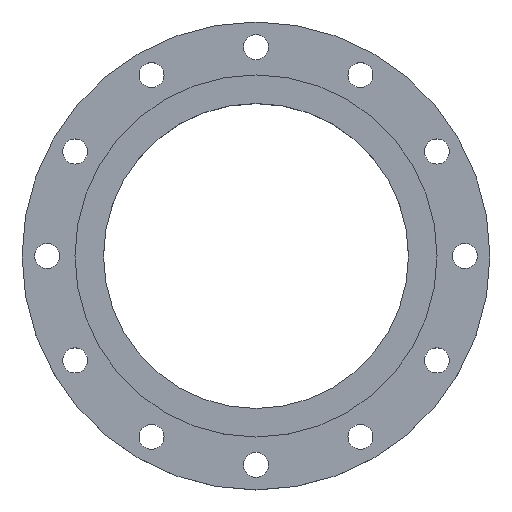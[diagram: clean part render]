
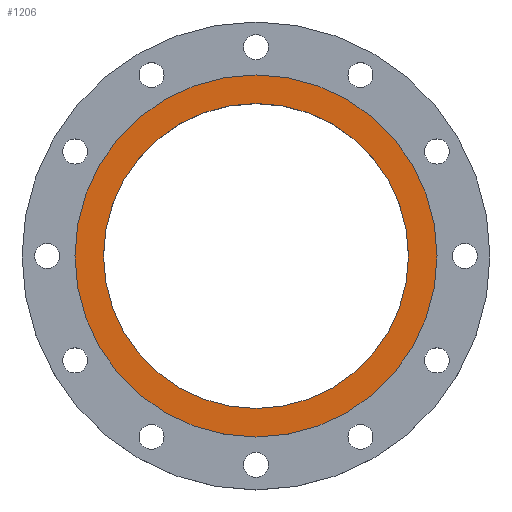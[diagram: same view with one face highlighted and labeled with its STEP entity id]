
A CAD part, top view. The second image highlights one B-rep face of the part: STEP entity #1206.
In plain terms, the highlighted planar face has unit normal (0, 0, 1).
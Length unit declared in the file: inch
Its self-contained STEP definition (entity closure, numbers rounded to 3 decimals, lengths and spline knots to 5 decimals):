
#22 = DIRECTION ( 'NONE',  ( 0., 0., 1. ) ) ;
#24 = FACE_OUTER_BOUND ( 'NONE', #205, .T. ) ;
#28 = DIRECTION ( 'NONE',  ( -1., 0., 0. ) ) ;
#142 = ORIENTED_EDGE ( 'NONE', *, *, #1239, .F. ) ;
#163 = DIRECTION ( 'NONE',  ( 1., 0., 0. ) ) ;
#202 = EDGE_CURVE ( 'NONE', #764, #1150, #462, .T. ) ;
#205 = EDGE_LOOP ( 'NONE', ( #658, #847 ) ) ;
#231 = EDGE_LOOP ( 'NONE', ( #421, #142 ) ) ;
#236 = CARTESIAN_POINT ( 'NONE',  ( 0., 0., 0. ) ) ;
#271 = CARTESIAN_POINT ( 'NONE',  ( 6.84375, 0., 0. ) ) ;
#293 = EDGE_CURVE ( 'NONE', #672, #1146, #360, .T. ) ;
#360 = CIRCLE ( 'NONE', #1180, 6.84375 ) ;
#372 = DIRECTION ( 'NONE',  ( 1., 0., 0. ) ) ;
#421 = ORIENTED_EDGE ( 'NONE', *, *, #293, .F. ) ;
#460 = CARTESIAN_POINT ( 'NONE',  ( 0., 6.84375, 0. ) ) ;
#462 = CIRCLE ( 'NONE', #1387, 8.125 ) ;
#498 = DIRECTION ( 'NONE',  ( 0., 0., 1. ) ) ;
#613 = DIRECTION ( 'NONE',  ( 0., 0., -1. ) ) ;
#658 = ORIENTED_EDGE ( 'NONE', *, *, #898, .T. ) ;
#672 = VERTEX_POINT ( 'NONE', #271 ) ;
#699 = DIRECTION ( 'NONE',  ( 1., 0., 0. ) ) ;
#701 = CARTESIAN_POINT ( 'NONE',  ( 0., 0., 0. ) ) ;
#764 = VERTEX_POINT ( 'NONE', #1402 ) ;
#767 = CARTESIAN_POINT ( 'NONE',  ( 0., 0., 0. ) ) ;
#807 = DIRECTION ( 'NONE',  ( 0., 0., 1. ) ) ;
#847 = ORIENTED_EDGE ( 'NONE', *, *, #202, .T. ) ;
#898 = EDGE_CURVE ( 'NONE', #1150, #764, #1431, .T. ) ;
#919 = CIRCLE ( 'NONE', #1183, 6.84375 ) ;
#941 = AXIS2_PLACEMENT_3D ( 'NONE', #767, #1122, #1189 ) ;
#952 = CARTESIAN_POINT ( 'NONE',  ( -6.84375, 0., 0. ) ) ;
#1035 = FACE_BOUND ( 'NONE', #231, .T. ) ;
#1063 = CARTESIAN_POINT ( 'NONE',  ( 0., 0., 0. ) ) ;
#1122 = DIRECTION ( 'NONE',  ( 0., 0., 1. ) ) ;
#1146 = VERTEX_POINT ( 'NONE', #952 ) ;
#1150 = VERTEX_POINT ( 'NONE', #1151 ) ;
#1151 = CARTESIAN_POINT ( 'NONE',  ( 8.125, 0., 0. ) ) ;
#1180 = AXIS2_PLACEMENT_3D ( 'NONE', #1063, #498, #163 ) ;
#1183 = AXIS2_PLACEMENT_3D ( 'NONE', #701, #807, #372 ) ;
#1189 = DIRECTION ( 'NONE',  ( 1., 0., 0. ) ) ;
#1206 = ADVANCED_FACE ( 'NONE', ( #1035, #24 ), #1341, .F. ) ;
#1239 = EDGE_CURVE ( 'NONE', #1146, #672, #919, .T. ) ;
#1250 = AXIS2_PLACEMENT_3D ( 'NONE', #460, #613, #28 ) ;
#1341 = PLANE ( 'NONE',  #1250 ) ;
#1387 = AXIS2_PLACEMENT_3D ( 'NONE', #236, #22, #699 ) ;
#1402 = CARTESIAN_POINT ( 'NONE',  ( -8.125, 0., 0. ) ) ;
#1431 = CIRCLE ( 'NONE', #941, 8.125 ) ;
